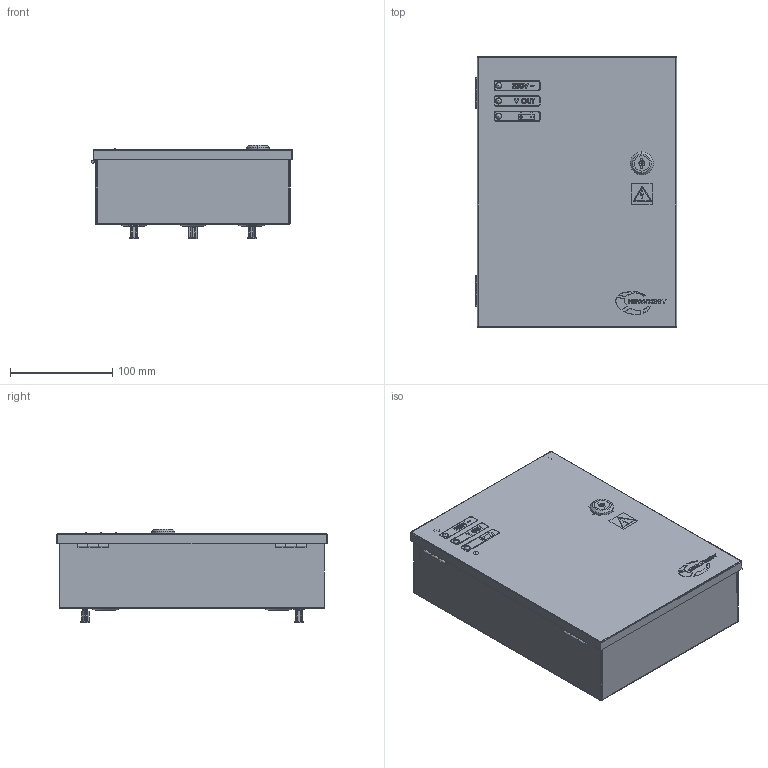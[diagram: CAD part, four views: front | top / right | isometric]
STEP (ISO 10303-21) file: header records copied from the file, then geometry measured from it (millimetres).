
FILE_DESCRIPTION (( 'STEP AP214' ), '1' );
FILE_NAME ('AD1224R.STEP', '2021-08-02T12:18:13', ( '' ), ( '' ), 'SwSTEP 2.0', 'SolidWorks 2020', '' );
FILE_SCHEMA (( 'AUTOMOTIVE_DESIGN' ));
Length unit declared in the file: millimetre
Products named in the file (21): 1751400BIS_2ANG; Parte 3 Deviatore a Rotella Panasonic AM5; Parte 4 Deviatore a Rotella Panasonic AM5; CAPOT DE PROTECTION ADCCTV1205-08; ELEC AD1224R_12V; HB-9500_5P; 1751400BIS_1ANG; ISO 7045 - M3 x 6 - Z --- 6S_ISO 7045 - M3 x 6 - Z --- 6S; ELEC AD1224R; EP0180-LED 5MM_VERT; Parte 2 Deviatore a Rotella Panasonic AM5; r6513-00_paroi 0.8mm; Parte 1 Deviatore a Rotella Panasonic AM5; EP0180-LED 5MM_ORANGE; Mascon2-4MM; 1751400BIS; BOITIER AD1224R_AD1224R; EP0523-SWITCH 12-24V_12V; Deviatore a Rotella Panasonic AM5_LIBRE; AD1224R; CAM LOCK XL
Assembly tree (24 placements, depth 4):
  AD1224R
    BOITIER AD1224R_AD1224R
    CAM LOCK XL
    EP0180-LED 5MM_VERT  x2
    ELEC AD1224R_12V
      ELEC AD1224R
      CAPOT DE PROTECTION ADCCTV1205-08
      HB-9500_5P
      Mascon2-4MM
      ISO 7045 - M3 x 6 - Z --- 6S_ISO 7045 - M3 x 6 - Z --- 6S  x2
      1751400BIS
        1751400BIS_2ANG
        1751400BIS_1ANG
      EP0523-SWITCH 12-24V_12V
    EP0180-LED 5MM_ORANGE
    Deviatore a Rotella Panasonic AM5_LIBRE
      Parte 1 Deviatore a Rotella Panasonic AM5
      Parte 2 Deviatore a Rotella Panasonic AM5
      Parte 3 Deviatore a Rotella Panasonic AM5
      Parte 4 Deviatore a Rotella Panasonic AM5
    r6513-00_paroi 0.8mm  x3
Bounding box: 196.7 x 264 x 91.3 mm (x, y, z)
Volume: 210483.4 mm3; surface area: 443399.7 mm2
Topology: 36 solids, 36 shells, 3376 faces, 9360 edges, 6332 vertices
Faces by surface type: plane 2064, cylinder 736, bspline 358, cone 138, torus 67, sphere 13
Entity records: 137801 total; most frequent: CARTESIAN_POINT 42545, ORIENTED_EDGE 17194, DIRECTION 14563, EDGE_CURVE 8597, VERTEX_POINT 5849, VECTOR 5809, LINE 5809, AXIS2_PLACEMENT_3D 4377
